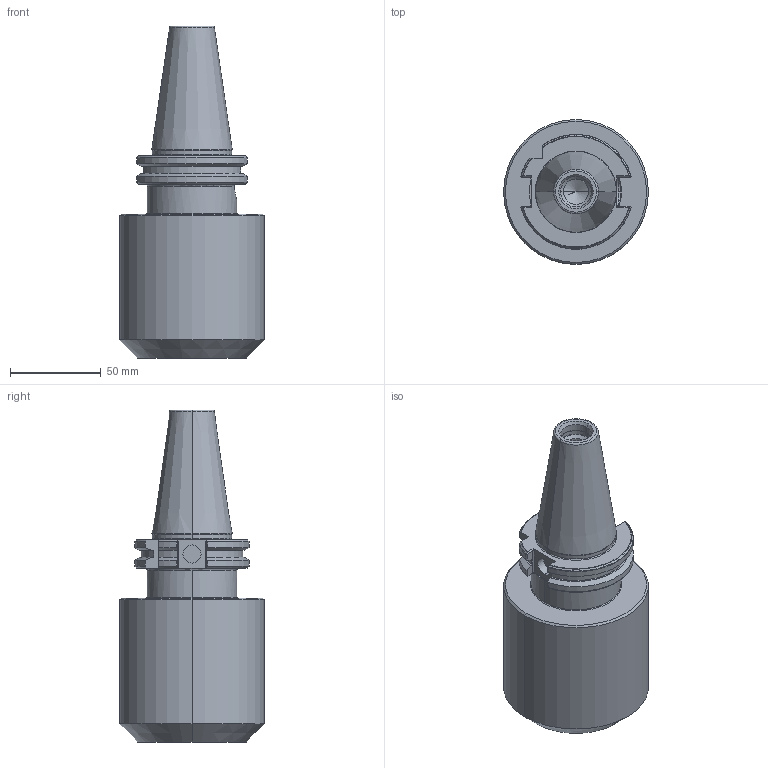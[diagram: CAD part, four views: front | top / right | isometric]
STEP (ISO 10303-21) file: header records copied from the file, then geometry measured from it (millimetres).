
FILE_DESCRIPTION (( 'STEP AP203' ), '1' );
FILE_NAME ('SK40 WN08 050.STEP', '2018-07-13T13:12:44', ( '' ), ( '' ), 'SwSTEP 2.0', 'SolidWorks 2014', '' );
FILE_SCHEMA (( 'CONFIG_CONTROL_DESIGN' ));
Length unit declared in the file: millimetre
Products named in the file (1): SK40 WN08 050
Bounding box: 80 x 80 x 183.4 mm (x, y, z)
Volume: 424971.3 mm3; surface area: 55609.9 mm2
Topology: 1 solids, 1 shells, 118 faces, 299 edges, 186 vertices
Faces by surface type: plane 35, cylinder 31, cone 30, torus 22
Entity records: 3758 total; most frequent: CARTESIAN_POINT 906, ORIENTED_EDGE 594, DIRECTION 575, EDGE_CURVE 297, AXIS2_PLACEMENT_3D 231, VERTEX_POINT 186, EDGE_LOOP 123, ADVANCED_FACE 118
